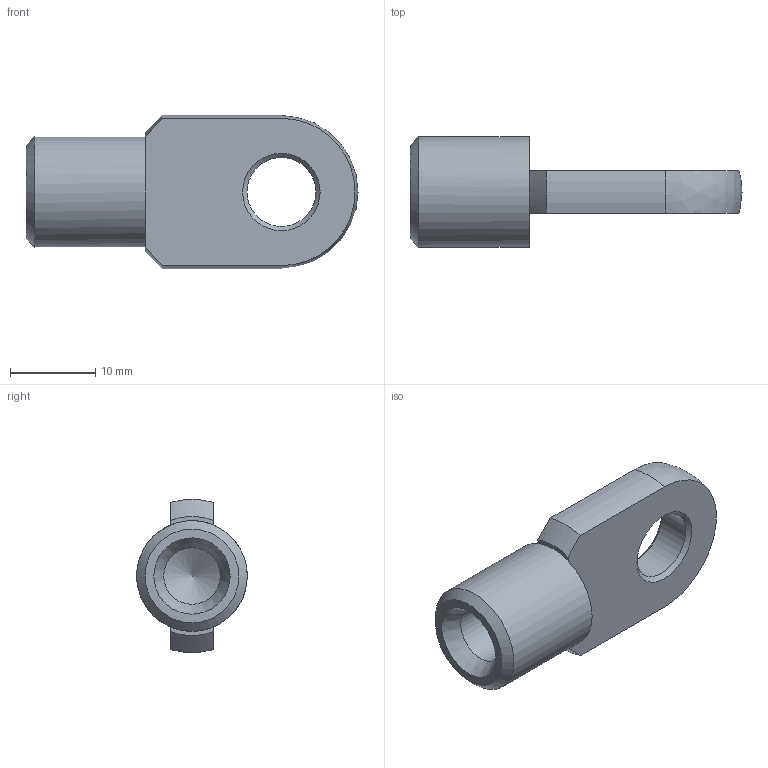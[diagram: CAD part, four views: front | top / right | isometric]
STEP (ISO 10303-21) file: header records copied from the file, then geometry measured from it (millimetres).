
FILE_DESCRIPTION(('FreeCAD Model'),'2;1');
FILE_NAME('M8 Schroefoog 30mm (5mm dik, gat 8.1mm) nieuw.stp', '2018-10-08T16:22:21',('Author'),(''), 'Open CASCADE STEP processor 7.2','FreeCAD','Unknown');
FILE_SCHEMA(('AUTOMOTIVE_DESIGN { 1 0 10303 214 1 1 1 1 }'));
Length unit declared in the file: millimetre
Products named in the file (1): M8_Schroefoog_30mm_(5mm_dik,_gat_8.1mm)
Bounding box: 39 x 13 x 18 mm (x, y, z)
Volume: 3128.5 mm3; surface area: 2098.5 mm2
Topology: 1 solids, 1 shells, 20 faces, 48 edges, 29 vertices
Faces by surface type: cone 7, plane 7, cylinder 5, sphere 1
Full cylindrical faces by diameter (mm): 6.65 x1, 8.1 x1, 13 x1
Entity records: 1357 total; most frequent: CARTESIAN_POINT 426, DIRECTION 172, ORIENTED_EDGE 92, PCURVE 92, DEFINITIONAL_REPRESENTATION 92, LINE 78, VECTOR 78, EDGE_CURVE 46
